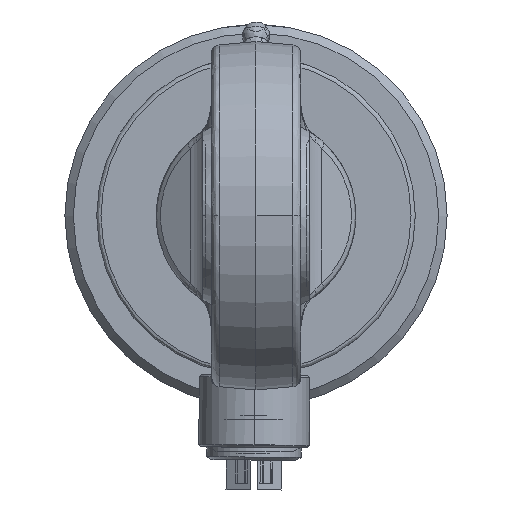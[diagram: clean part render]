
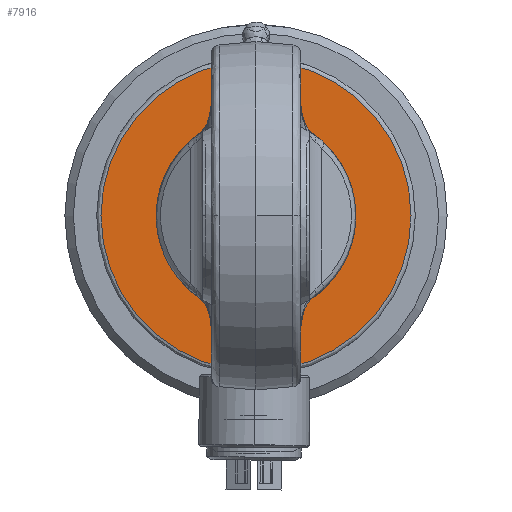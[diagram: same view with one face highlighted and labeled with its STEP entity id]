
A CAD part, left-side view. The second image highlights one B-rep face of the part: STEP entity #7916.
In plain terms, the highlighted planar face has unit normal (-1, 0, 0).
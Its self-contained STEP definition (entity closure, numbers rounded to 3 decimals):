
#1200 = AXIS2_PLACEMENT_3D ( 'NONE', #14801, #5387, #6666 ) ;
#1235 = DIRECTION ( 'NONE',  ( 1., 0., 0. ) ) ;
#1437 = EDGE_CURVE ( 'NONE', #9178, #11608, #10424, .T. ) ;
#1858 = CIRCLE ( 'NONE', #6779, 2. ) ;
#3009 = ORIENTED_EDGE ( 'NONE', *, *, #5564, .T. ) ;
#3561 = CARTESIAN_POINT ( 'NONE',  ( -10., 0., 36.5 ) ) ;
#3618 = AXIS2_PLACEMENT_3D ( 'NONE', #10144, #5407, #12272 ) ;
#3777 = CARTESIAN_POINT ( 'NONE',  ( -10., 0., -2. ) ) ;
#3862 = DIRECTION ( 'NONE',  ( -1., 0., 0. ) ) ;
#4635 = DIRECTION ( 'NONE',  ( 1., 0., 0. ) ) ;
#5323 = AXIS2_PLACEMENT_3D ( 'NONE', #6569, #3862, #12081 ) ;
#5387 = DIRECTION ( 'NONE',  ( -1., 0., 0. ) ) ;
#5407 = DIRECTION ( 'NONE',  ( -1., 0., 0. ) ) ;
#5564 = EDGE_CURVE ( 'NONE', #7592, #16004, #11031, .T. ) ;
#5969 = FACE_BOUND ( 'NONE', #15138, .T. ) ;
#6238 = CARTESIAN_POINT ( 'NONE',  ( -10., 0., 2. ) ) ;
#6335 = ORIENTED_EDGE ( 'NONE', *, *, #11696, .T. ) ;
#6569 = CARTESIAN_POINT ( 'NONE',  ( -10., 0., 0. ) ) ;
#6666 = DIRECTION ( 'NONE',  ( 0., 0., 1. ) ) ;
#6779 = AXIS2_PLACEMENT_3D ( 'NONE', #15987, #1235, #14894 ) ;
#7083 = EDGE_LOOP ( 'NONE', ( #6335, #3009 ) ) ;
#7592 = VERTEX_POINT ( 'NONE', #13777 ) ;
#7642 = CIRCLE ( 'NONE', #5323, 36.5 ) ;
#7916 = ADVANCED_FACE ( 'NONE', ( #9968, #5969 ), #11495, .T. ) ;
#8997 = AXIS2_PLACEMENT_3D ( 'NONE', #10239, #4635, #15652 ) ;
#9178 = VERTEX_POINT ( 'NONE', #6238 ) ;
#9968 = FACE_OUTER_BOUND ( 'NONE', #7083, .T. ) ;
#10144 = CARTESIAN_POINT ( 'NONE',  ( -10., 0., 36.5 ) ) ;
#10221 = EDGE_CURVE ( 'NONE', #11608, #9178, #1858, .T. ) ;
#10239 = CARTESIAN_POINT ( 'NONE',  ( -10., 0., 0. ) ) ;
#10424 = CIRCLE ( 'NONE', #8997, 2. ) ;
#11031 = CIRCLE ( 'NONE', #1200, 36.5 ) ;
#11495 = PLANE ( 'NONE',  #3618 ) ;
#11608 = VERTEX_POINT ( 'NONE', #3777 ) ;
#11696 = EDGE_CURVE ( 'NONE', #16004, #7592, #7642, .T. ) ;
#12081 = DIRECTION ( 'NONE',  ( 0., 0., 1. ) ) ;
#12272 = DIRECTION ( 'NONE',  ( 0., 0., 1. ) ) ;
#13777 = CARTESIAN_POINT ( 'NONE',  ( -10., 0., -36.5 ) ) ;
#14801 = CARTESIAN_POINT ( 'NONE',  ( -10., 0., 0. ) ) ;
#14894 = DIRECTION ( 'NONE',  ( 0., 0., -1. ) ) ;
#15138 = EDGE_LOOP ( 'NONE', ( #17210, #16558 ) ) ;
#15652 = DIRECTION ( 'NONE',  ( 0., 0., -1. ) ) ;
#15987 = CARTESIAN_POINT ( 'NONE',  ( -10., 0., 0. ) ) ;
#16004 = VERTEX_POINT ( 'NONE', #3561 ) ;
#16558 = ORIENTED_EDGE ( 'NONE', *, *, #1437, .T. ) ;
#17210 = ORIENTED_EDGE ( 'NONE', *, *, #10221, .T. ) ;
